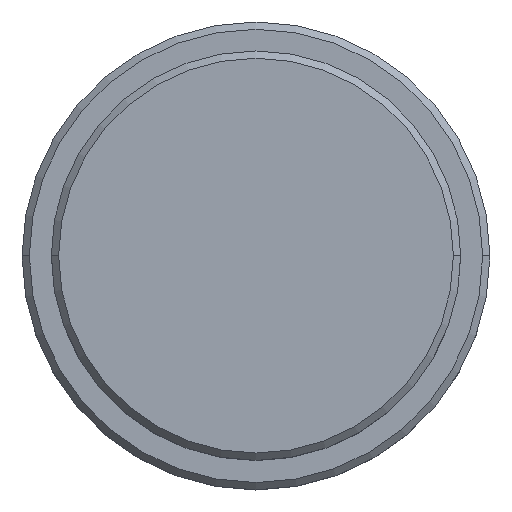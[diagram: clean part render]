
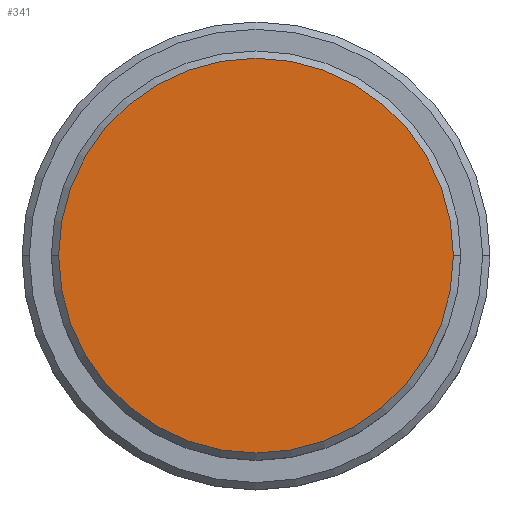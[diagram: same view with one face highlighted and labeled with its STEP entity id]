
A CAD part, top view. The second image highlights one B-rep face of the part: STEP entity #341.
In plain terms, the highlighted planar face has unit normal (0, 0, 1).
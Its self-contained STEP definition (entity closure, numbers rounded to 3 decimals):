
#53 = CARTESIAN_POINT ( 'NONE',  ( 0., 0., 0. ) ) ;
#77 = CIRCLE ( 'NONE', #802, 13.5 ) ;
#100 = DIRECTION ( 'NONE',  ( 0., 0., 1. ) ) ;
#341 = ADVANCED_FACE ( 'NONE', ( #466 ), #1163, .T. ) ;
#466 = FACE_OUTER_BOUND ( 'NONE', #467, .T. ) ;
#467 = EDGE_LOOP ( 'NONE', ( #1389, #505 ) ) ;
#471 = DIRECTION ( 'NONE',  ( 1., 0., 0. ) ) ;
#505 = ORIENTED_EDGE ( 'NONE', *, *, #911, .T. ) ;
#543 = DIRECTION ( 'NONE',  ( 1., 0., 0. ) ) ;
#652 = CARTESIAN_POINT ( 'NONE',  ( 0., 0., 0. ) ) ;
#799 = AXIS2_PLACEMENT_3D ( 'NONE', #1237, #1261, #471 ) ;
#802 = AXIS2_PLACEMENT_3D ( 'NONE', #53, #1033, #1056 ) ;
#907 = CARTESIAN_POINT ( 'NONE',  ( 13.5, 0., 0. ) ) ;
#911 = EDGE_CURVE ( 'NONE', #997, #1206, #1159, .T. ) ;
#982 = CARTESIAN_POINT ( 'NONE',  ( -13.5, 0., 0. ) ) ;
#997 = VERTEX_POINT ( 'NONE', #907 ) ;
#1033 = DIRECTION ( 'NONE',  ( 0., 0., 1. ) ) ;
#1050 = EDGE_CURVE ( 'NONE', #1206, #997, #77, .T. ) ;
#1056 = DIRECTION ( 'NONE',  ( 1., 0., 0. ) ) ;
#1159 = CIRCLE ( 'NONE', #1262, 13.5 ) ;
#1163 = PLANE ( 'NONE',  #799 ) ;
#1206 = VERTEX_POINT ( 'NONE', #982 ) ;
#1237 = CARTESIAN_POINT ( 'NONE',  ( 0., 0., 0. ) ) ;
#1261 = DIRECTION ( 'NONE',  ( 0., 0., 1. ) ) ;
#1262 = AXIS2_PLACEMENT_3D ( 'NONE', #652, #100, #543 ) ;
#1389 = ORIENTED_EDGE ( 'NONE', *, *, #1050, .T. ) ;
